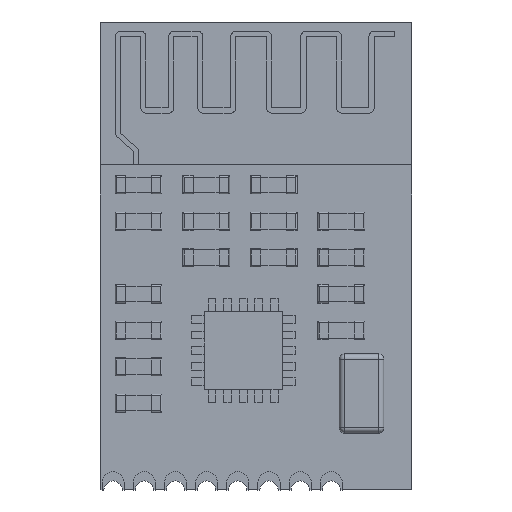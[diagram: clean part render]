
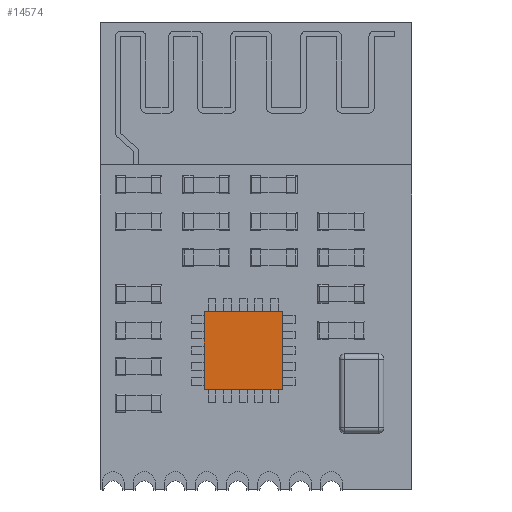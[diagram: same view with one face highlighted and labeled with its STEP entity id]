
A CAD part, top view. The second image highlights one B-rep face of the part: STEP entity #14574.
In plain terms, the highlighted planar face has unit normal (0, 0, 1).
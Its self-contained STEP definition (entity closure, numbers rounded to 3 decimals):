
#1120=ORIENTED_EDGE('',*,*,#3982,.T.);
#1121=ORIENTED_EDGE('',*,*,#3999,.T.);
#1122=ORIENTED_EDGE('',*,*,#3964,.T.);
#1123=ORIENTED_EDGE('',*,*,#4025,.T.);
#3964=EDGE_CURVE('',#5553,#5552,#6576,.T.);
#3982=EDGE_CURVE('',#5565,#5564,#6594,.T.);
#3999=EDGE_CURVE('',#5564,#5553,#6611,.T.);
#4025=EDGE_CURVE('',#5552,#5565,#6637,.T.);
#5552=VERTEX_POINT('',#19627);
#5553=VERTEX_POINT('',#19629);
#5564=VERTEX_POINT('',#19658);
#5565=VERTEX_POINT('',#19660);
#6576=LINE('',#19628,#7898);
#6594=LINE('',#19659,#7916);
#6611=LINE('',#19688,#7933);
#6637=LINE('',#19732,#7959);
#7898=VECTOR('',#16306,1000.);
#7916=VECTOR('',#16326,1000.);
#7933=VECTOR('',#16345,1000.);
#7959=VECTOR('',#16373,1000.);
#8961=EDGE_LOOP('',(#1120,#1121,#1122,#1123));
#9555=FACE_BOUND('',#8961,.T.);
#10131=PLANE('',#15213);
#14574=ADVANCED_FACE('',(#9555),#10131,.T.);
#15213=AXIS2_PLACEMENT_3D('',#20160,#16694,#16695);
#16306=DIRECTION('',(0.,1.,0.));
#16326=DIRECTION('',(0.,-1.,0.));
#16345=DIRECTION('',(1.,0.,0.));
#16373=DIRECTION('',(-1.,0.,0.));
#16694=DIRECTION('',(0.,0.,1.));
#16695=DIRECTION('',(1.,0.,0.));
#19627=CARTESIAN_POINT('',(1.005,-2.146,1.25));
#19628=CARTESIAN_POINT('',(1.005,-5.146,1.25));
#19629=CARTESIAN_POINT('',(1.005,-5.146,1.25));
#19658=CARTESIAN_POINT('',(-1.995,-5.146,1.25));
#19659=CARTESIAN_POINT('',(-1.995,-2.146,1.25));
#19660=CARTESIAN_POINT('',(-1.995,-2.146,1.25));
#19688=CARTESIAN_POINT('',(-1.995,-5.146,1.25));
#19732=CARTESIAN_POINT('',(1.005,-2.146,1.25));
#20160=CARTESIAN_POINT('',(0.,0.,1.25));
